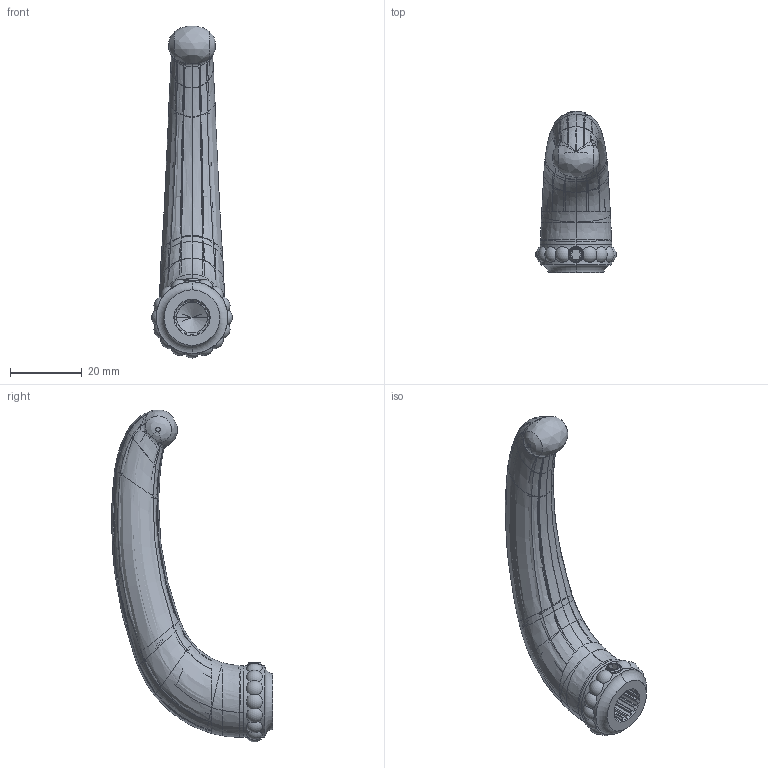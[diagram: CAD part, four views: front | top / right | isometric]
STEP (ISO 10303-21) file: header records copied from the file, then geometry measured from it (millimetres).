
FILE_DESCRIPTION((''),'2;1');
FILE_NAME('2-105_ASM','2020-01-08T09:31:57',('rsmith'),(''),'CREO PARAMETRIC BY PTC INC, 2018400','CREO PARAMETRIC BY PTC INC, 2018400','');
FILE_SCHEMA(('CONFIG_CONTROL_DESIGN'));
Products named in the file (3): 10102; 92271; 2-105_ASM
Assembly tree (2 placements, depth 2):
  2-105_ASM
    10102
    92271
Bounding box: 22.56 x 45 x 92.69 mm (x, y, z)
Volume: 18485.7 mm3; surface area: 16676.9 mm2
Topology: 2 solids, 4 shells, 940 faces, 2381 edges, 1424 vertices
Faces by surface type: bspline 770, plane 66, cylinder 58, sphere 34, cone 8, torus 4
Entity records: 73477 total; most frequent: CARTESIAN_POINT 56677, ORIENTED_EDGE 4657, EDGE_CURVE 2377, DIRECTION 1655, B_SPLINE_CURVE_WITH_KNOTS 1638, VERTEX_POINT 1424, EDGE_LOOP 943, FACE_OUTER_BOUND 940
